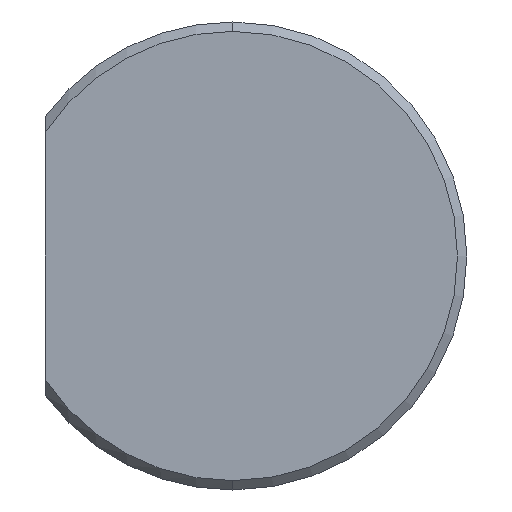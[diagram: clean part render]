
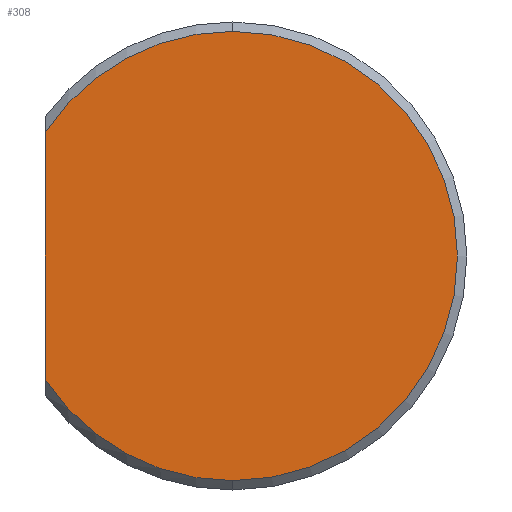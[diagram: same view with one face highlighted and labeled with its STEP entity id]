
A CAD part, front view. The second image highlights one B-rep face of the part: STEP entity #308.
In plain terms, the highlighted planar face has unit normal (0, -1, 0).
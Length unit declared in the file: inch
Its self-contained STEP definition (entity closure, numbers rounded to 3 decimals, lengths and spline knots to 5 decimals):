
#4 = AXIS2_PLACEMENT_3D ( 'NONE', #307, #389, #214 ) ;
#11 = VECTOR ( 'NONE', #236, 39.37008 ) ;
#21 = LINE ( 'NONE', #166, #11 ) ;
#30 = ORIENTED_EDGE ( 'NONE', *, *, #77, .F. ) ;
#34 = ORIENTED_EDGE ( 'NONE', *, *, #396, .T. ) ;
#43 = EDGE_CURVE ( 'NONE', #211, #46, #147, .T. ) ;
#46 = VERTEX_POINT ( 'NONE', #151 ) ;
#47 = CARTESIAN_POINT ( 'NONE',  ( 0., 0., 0. ) ) ;
#76 = EDGE_LOOP ( 'NONE', ( #30, #216, #129, #34 ) ) ;
#77 = EDGE_CURVE ( 'NONE', #126, #293, #21, .T. ) ;
#82 = DIRECTION ( 'NONE',  ( 0., 0., 1. ) ) ;
#99 = EDGE_CURVE ( 'NONE', #126, #211, #107, .T. ) ;
#102 = CARTESIAN_POINT ( 'NONE',  ( 0., 0., 0. ) ) ;
#107 = CIRCLE ( 'NONE', #213, 0.11985 ) ;
#109 = CARTESIAN_POINT ( 'NONE',  ( -0.10015, 0., 0.06583 ) ) ;
#126 = VERTEX_POINT ( 'NONE', #254 ) ;
#129 = ORIENTED_EDGE ( 'NONE', *, *, #43, .T. ) ;
#135 = DIRECTION ( 'NONE',  ( 0., 0., 1. ) ) ;
#140 = CARTESIAN_POINT ( 'NONE',  ( 0., 0., -0.11985 ) ) ;
#147 = CIRCLE ( 'NONE', #316, 0.11985 ) ;
#151 = CARTESIAN_POINT ( 'NONE',  ( 0., 0., 0.11985 ) ) ;
#166 = CARTESIAN_POINT ( 'NONE',  ( -0.10015, 0., -0.07455 ) ) ;
#174 = PLANE ( 'NONE',  #4 ) ;
#211 = VERTEX_POINT ( 'NONE', #140 ) ;
#213 = AXIS2_PLACEMENT_3D ( 'NONE', #47, #283, #82 ) ;
#214 = DIRECTION ( 'NONE',  ( 0., 0., 1. ) ) ;
#216 = ORIENTED_EDGE ( 'NONE', *, *, #99, .T. ) ;
#236 = DIRECTION ( 'NONE',  ( 0., 0., 1. ) ) ;
#241 = DIRECTION ( 'NONE',  ( 0., 0., 1. ) ) ;
#254 = CARTESIAN_POINT ( 'NONE',  ( -0.10015, 0., -0.06583 ) ) ;
#283 = DIRECTION ( 'NONE',  ( 0., -1., 0. ) ) ;
#293 = VERTEX_POINT ( 'NONE', #109 ) ;
#303 = CARTESIAN_POINT ( 'NONE',  ( 0., 0., 0. ) ) ;
#307 = CARTESIAN_POINT ( 'NONE',  ( 0., 0., 0. ) ) ;
#308 = ADVANCED_FACE ( 'NONE', ( #383 ), #174, .F. ) ;
#316 = AXIS2_PLACEMENT_3D ( 'NONE', #303, #357, #241 ) ;
#327 = DIRECTION ( 'NONE',  ( 0., -1., 0. ) ) ;
#357 = DIRECTION ( 'NONE',  ( 0., -1., 0. ) ) ;
#376 = CIRCLE ( 'NONE', #409, 0.11985 ) ;
#383 = FACE_OUTER_BOUND ( 'NONE', #76, .T. ) ;
#389 = DIRECTION ( 'NONE',  ( 0., 1., 0. ) ) ;
#396 = EDGE_CURVE ( 'NONE', #46, #293, #376, .T. ) ;
#409 = AXIS2_PLACEMENT_3D ( 'NONE', #102, #327, #135 ) ;
